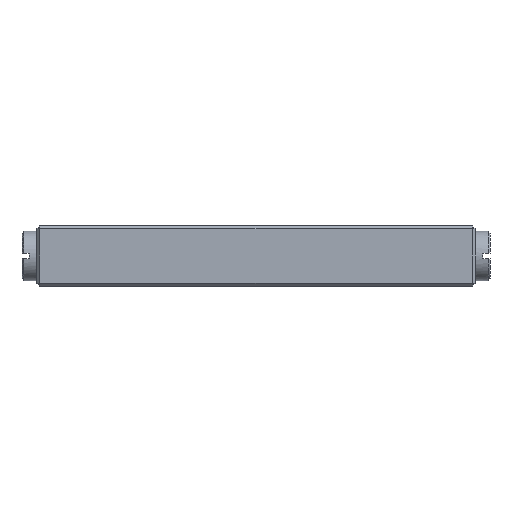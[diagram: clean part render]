
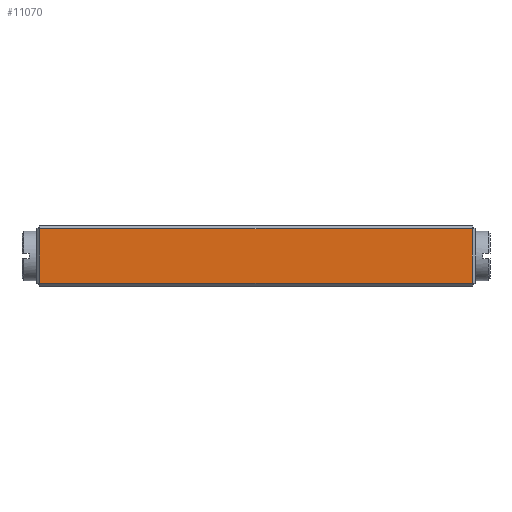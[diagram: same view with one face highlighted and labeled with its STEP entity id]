
A CAD part, front view. The second image highlights one B-rep face of the part: STEP entity #11070.
In plain terms, the highlighted planar face has unit normal (0, -1, 0).
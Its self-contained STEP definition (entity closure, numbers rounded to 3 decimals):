
#9268=FACE_OUTER_BOUND('',#16308,.T.);
#11070=ADVANCED_FACE('',(#9268),#12933,.T.);
#12933=PLANE('',#43201);
#16308=EDGE_LOOP('',(#20154,#20155,#20156,#20157));
#20154=ORIENTED_EDGE('',*,*,#32228,.T.);
#20155=ORIENTED_EDGE('',*,*,#32229,.T.);
#20156=ORIENTED_EDGE('',*,*,#32230,.T.);
#20157=ORIENTED_EDGE('',*,*,#32231,.T.);
#28710=VERTEX_POINT('',#56875);
#28711=VERTEX_POINT('',#56876);
#28712=VERTEX_POINT('',#56878);
#28713=VERTEX_POINT('',#56880);
#32228=EDGE_CURVE('',#28710,#28711,#36794,.T.);
#32229=EDGE_CURVE('',#28711,#28712,#36795,.T.);
#32230=EDGE_CURVE('',#28712,#28713,#36796,.T.);
#32231=EDGE_CURVE('',#28713,#28710,#36797,.T.);
#36794=LINE('',#56874,#40270);
#36795=LINE('',#56877,#40271);
#36796=LINE('',#56879,#40272);
#36797=LINE('',#56881,#40273);
#40270=VECTOR('',#46559,1.);
#40271=VECTOR('',#46560,1.);
#40272=VECTOR('',#46561,1.);
#40273=VECTOR('',#46562,1.);
#43201=AXIS2_PLACEMENT_3D('',#56882,#46563,#46564);
#46559=DIRECTION('',(0.,0.,1.));
#46560=DIRECTION('',(-1.,0.,0.));
#46561=DIRECTION('',(0.,0.,-1.));
#46562=DIRECTION('',(1.,0.,0.));
#46563=DIRECTION('',(0.,-1.,0.));
#46564=DIRECTION('',(0.,0.,-1.));
#56874=CARTESIAN_POINT('',(79.5,-12.,11.));
#56875=CARTESIAN_POINT('',(79.5,-12.,0.5));
#56876=CARTESIAN_POINT('',(79.5,-12.,10.5));
#56877=CARTESIAN_POINT('',(40.,-12.,10.5));
#56878=CARTESIAN_POINT('',(0.5,-12.,10.5));
#56879=CARTESIAN_POINT('',(0.5,-12.,11.));
#56880=CARTESIAN_POINT('',(0.5,-12.,0.5));
#56881=CARTESIAN_POINT('',(40.,-12.,0.5));
#56882=CARTESIAN_POINT('',(40.,-12.,11.));
